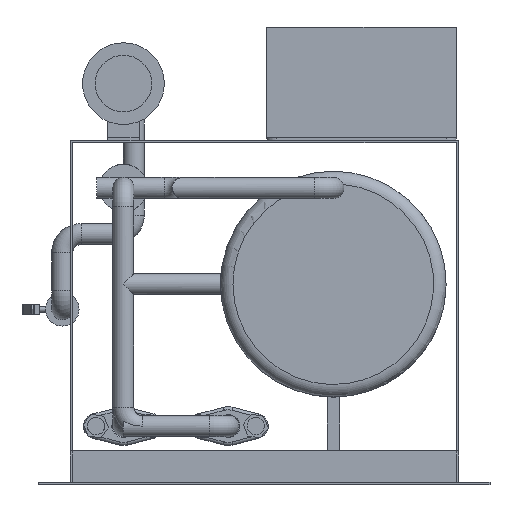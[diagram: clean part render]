
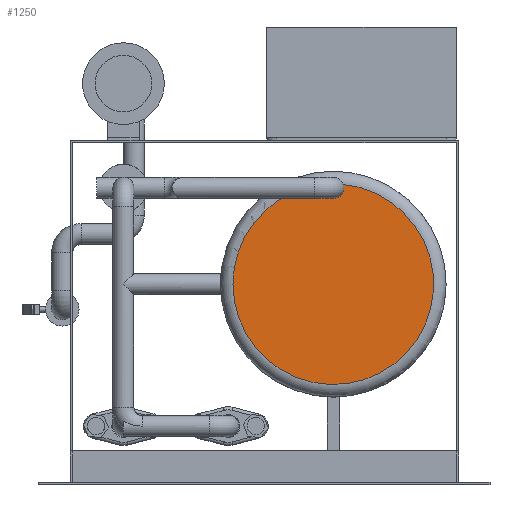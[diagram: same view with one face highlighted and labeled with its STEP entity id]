
A CAD part, front view. The second image highlights one B-rep face of the part: STEP entity #1250.
In plain terms, the highlighted planar face has unit normal (0, -1, 0).
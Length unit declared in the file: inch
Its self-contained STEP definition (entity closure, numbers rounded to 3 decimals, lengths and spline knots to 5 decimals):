
#615=CARTESIAN_POINT('',(3.14827,-13.,11.98012));
#616=VERTEX_POINT('',#615);
#617=CARTESIAN_POINT('',(2.35657,-13.,11.9806));
#618=VERTEX_POINT('',#617);
#653=CARTESIAN_POINT('',(2.75,-13.,8.0));
#654=DIRECTION('',(0.0,1.0,0.0));
#655=DIRECTION('',(1.0,0.0,0.0));
#656=AXIS2_PLACEMENT_3D('',#653,#654,#655);
#657=CIRCLE('',#656,4.0);
#658=EDGE_CURVE('',#616,#618,#657,.T.);
#932=CARTESIAN_POINT('',(2.75234,-13.,11.84));
#933=DIRECTION('',(0.0,1.0,0.0));
#934=DIRECTION('',(1.0,0.0,0.0));
#935=AXIS2_PLACEMENT_3D('',#932,#933,#934);
#936=CIRCLE('',#935,0.42);
#937=EDGE_CURVE('',#616,#618,#936,.T.);
#1241=CARTESIAN_POINT('',(2.75,-13.,8.0));
#1242=DIRECTION('',(0.0,-1.0,0.0));
#1243=DIRECTION('',(0.0,0.0,-1.0));
#1244=AXIS2_PLACEMENT_3D('',#1241,#1242,#1243);
#1245=PLANE('',#1244);
#1246=ORIENTED_EDGE('',*,*,#658,.F.);
#1247=ORIENTED_EDGE('',*,*,#937,.T.);
#1248=EDGE_LOOP('',(#1246,#1247));
#1249=FACE_OUTER_BOUND('',#1248,.T.);
#1250=ADVANCED_FACE('',(#1249),#1245,.T.);
